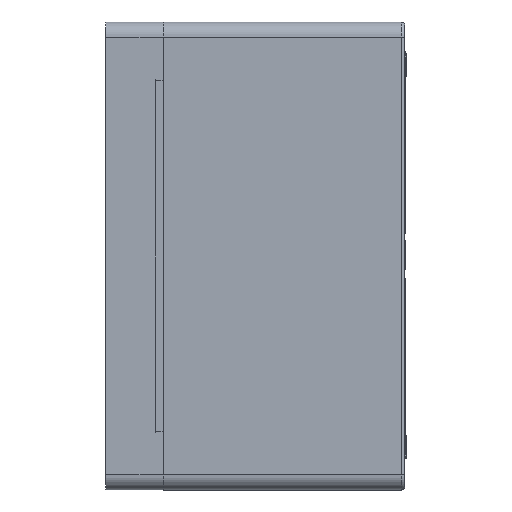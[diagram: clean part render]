
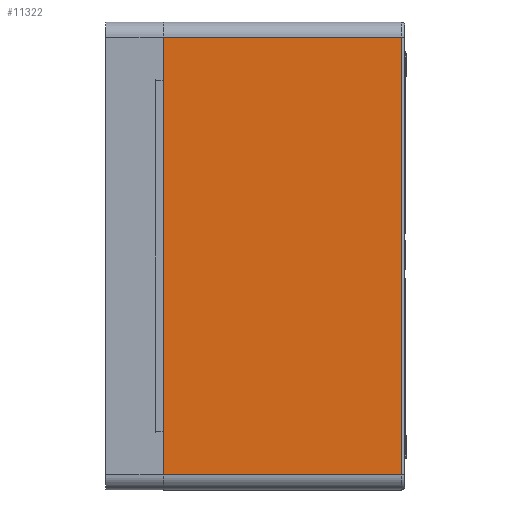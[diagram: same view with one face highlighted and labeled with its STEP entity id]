
A CAD part, left-side view. The second image highlights one B-rep face of the part: STEP entity #11322.
In plain terms, the highlighted planar face has unit normal (-1, 0, 0).
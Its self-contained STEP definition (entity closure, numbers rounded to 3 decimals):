
#1646 = VERTEX_POINT ( 'NONE', #57484 ) ;
#1730 = CARTESIAN_POINT ( 'NONE',  ( -300., 0., -155. ) ) ;
#2608 = EDGE_CURVE ( 'NONE', #1646, #8144, #63976, .T. ) ;
#2934 = EDGE_LOOP ( 'NONE', ( #27434, #21639, #19659, #19904 ) ) ;
#3154 = LINE ( 'NONE', #36637, #31190 ) ;
#6835 = DIRECTION ( 'NONE',  ( 0., 1., 0. ) ) ;
#8144 = VERTEX_POINT ( 'NONE', #63127 ) ;
#10799 = CARTESIAN_POINT ( 'NONE',  ( -300., 0., -145. ) ) ;
#11322 = ADVANCED_FACE ( 'NONE', ( #29778 ), #19871, .F. ) ;
#14301 = VECTOR ( 'NONE', #36555, 1000. ) ;
#19659 = ORIENTED_EDGE ( 'NONE', *, *, #32539, .T. ) ;
#19871 = PLANE ( 'NONE',  #46042 ) ;
#19904 = ORIENTED_EDGE ( 'NONE', *, *, #58491, .F. ) ;
#21639 = ORIENTED_EDGE ( 'NONE', *, *, #2608, .T. ) ;
#24482 = VERTEX_POINT ( 'NONE', #45459 ) ;
#24882 = DIRECTION ( 'NONE',  ( 1., 0., 0. ) ) ;
#26402 = CARTESIAN_POINT ( 'NONE',  ( -300., -158., -155. ) ) ;
#27129 = LINE ( 'NONE', #47700, #45785 ) ;
#27434 = ORIENTED_EDGE ( 'NONE', *, *, #50315, .T. ) ;
#29778 = FACE_OUTER_BOUND ( 'NONE', #2934, .T. ) ;
#31190 = VECTOR ( 'NONE', #6835, 1000. ) ;
#32360 = DIRECTION ( 'NONE',  ( 0., 0., 1. ) ) ;
#32539 = EDGE_CURVE ( 'NONE', #8144, #24482, #3154, .T. ) ;
#36555 = DIRECTION ( 'NONE',  ( 0., 0., 1. ) ) ;
#36637 = CARTESIAN_POINT ( 'NONE',  ( -300., 3., 145. ) ) ;
#41543 = VERTEX_POINT ( 'NONE', #10799 ) ;
#45459 = CARTESIAN_POINT ( 'NONE',  ( -300., 0., 145. ) ) ;
#45785 = VECTOR ( 'NONE', #57931, 1000. ) ;
#46042 = AXIS2_PLACEMENT_3D ( 'NONE', #54727, #24882, #59729 ) ;
#47700 = CARTESIAN_POINT ( 'NONE',  ( -300., 3., -145. ) ) ;
#50315 = EDGE_CURVE ( 'NONE', #41543, #1646, #27129, .T. ) ;
#50722 = VECTOR ( 'NONE', #32360, 1000. ) ;
#54727 = CARTESIAN_POINT ( 'NONE',  ( -300., 3., -155. ) ) ;
#57484 = CARTESIAN_POINT ( 'NONE',  ( -300., -158., -145. ) ) ;
#57931 = DIRECTION ( 'NONE',  ( 0., -1., 0. ) ) ;
#58491 = EDGE_CURVE ( 'NONE', #41543, #24482, #64120, .T. ) ;
#59729 = DIRECTION ( 'NONE',  ( 0., 0., -1. ) ) ;
#63127 = CARTESIAN_POINT ( 'NONE',  ( -300., -158., 145. ) ) ;
#63976 = LINE ( 'NONE', #26402, #50722 ) ;
#64120 = LINE ( 'NONE', #1730, #14301 ) ;
